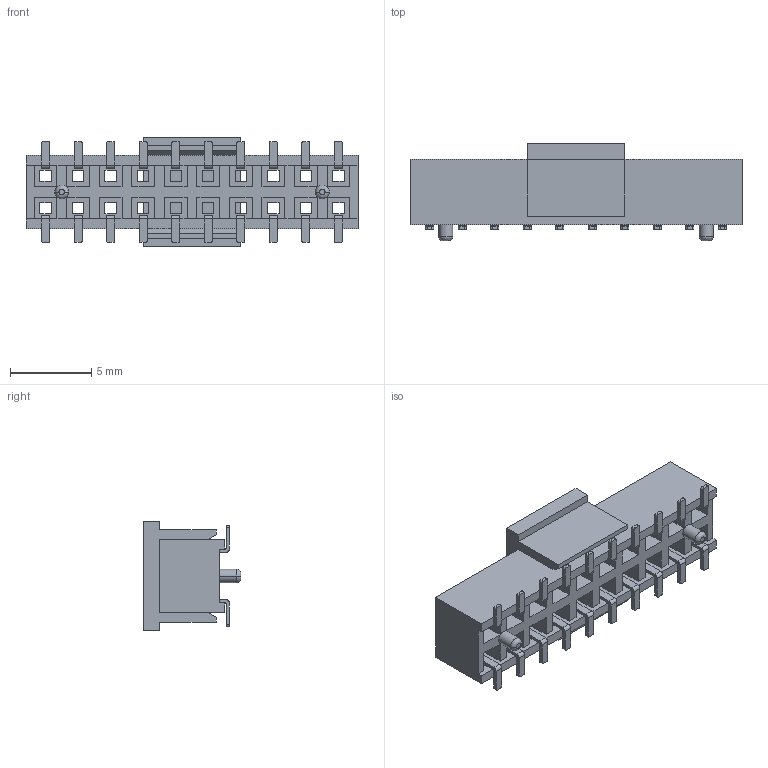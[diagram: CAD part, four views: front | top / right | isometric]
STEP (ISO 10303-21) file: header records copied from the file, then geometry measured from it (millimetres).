
FILE_DESCRIPTION((''),'2;1');
FILE_NAME('F2000055_2XNP_SMT_H40_DZ_ASM','2025-02-06T',('Administrator'),(''),'CREO PARAMETRIC BY PTC INC, 2014190','CREO PARAMETRIC BY PTC INC, 2014190','');
FILE_SCHEMA(('CONFIG_CONTROL_DESIGN'));
Length unit declared in the file: millimetre
Products named in the file (4): FH20_2XNP_H40_W45_U_DZ; 05X02_PW62; CAP_FH20_60X67X45_W45; F2000055_2XNP_SMT_H40_DZ_ASM
Assembly tree (22 placements, depth 2):
  F2000055_2XNP_SMT_H40_DZ_ASM
    FH20_2XNP_H40_W45_U_DZ
    05X02_PW62  x20
    CAP_FH20_60X67X45_W45
Bounding box: 20.4 x 6 x 6.7 mm (x, y, z)
Volume: 291.4 mm3; surface area: 1031.7 mm2
Topology: 22 solids, 22 shells, 516 faces, 1326 edges, 856 vertices
Faces by surface type: plane 428, cylinder 84, bspline 4
Entity records: 9024 total; most frequent: CARTESIAN_POINT 1654, ORIENTED_EDGE 1512, DIRECTION 1400, EDGE_CURVE 756, VECTOR 732, LINE 732, VERTEX_POINT 476, AXIS2_PLACEMENT_3D 334
